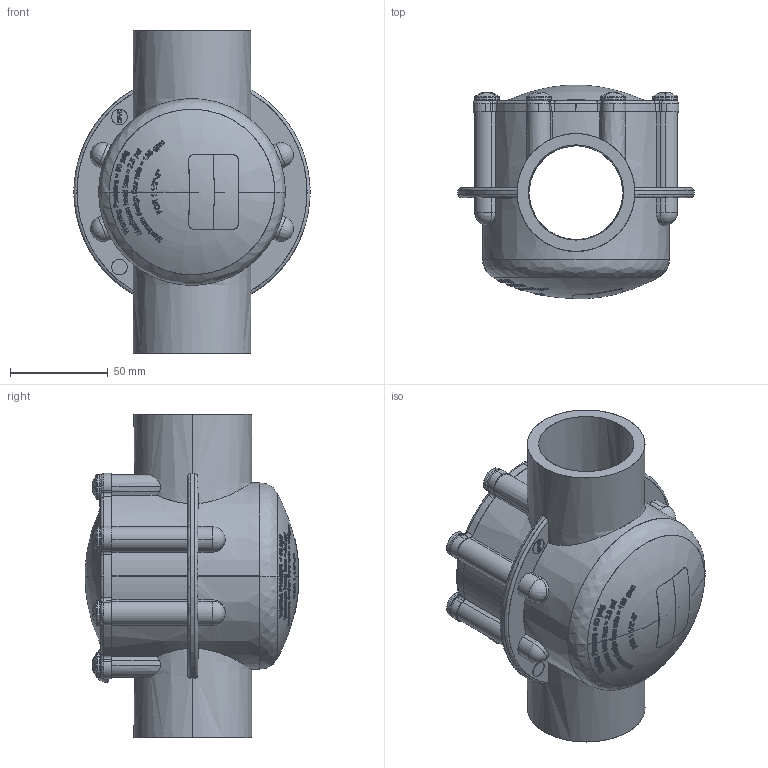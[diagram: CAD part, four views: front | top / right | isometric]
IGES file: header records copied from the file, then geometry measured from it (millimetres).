
Start section: SolidWorks IGES file using analytic representation for surfaces
Global section: file name: 7235.IGS; native system: SolidWorks 2016; preprocessor: SolidWorks 2016; author: Karl.Kendrick; date: 170613.071119; units: inch
Bounding box: 120.65 x 109.21 x 165.1 mm (x, y, z)
Surface area: 79227.9 mm2 (no closed solid volume)
Topology: 0 solids, 0 shells, 986 faces, 23370 edges, 23311 vertices
Faces by surface type: bspline 642, revolution 344
